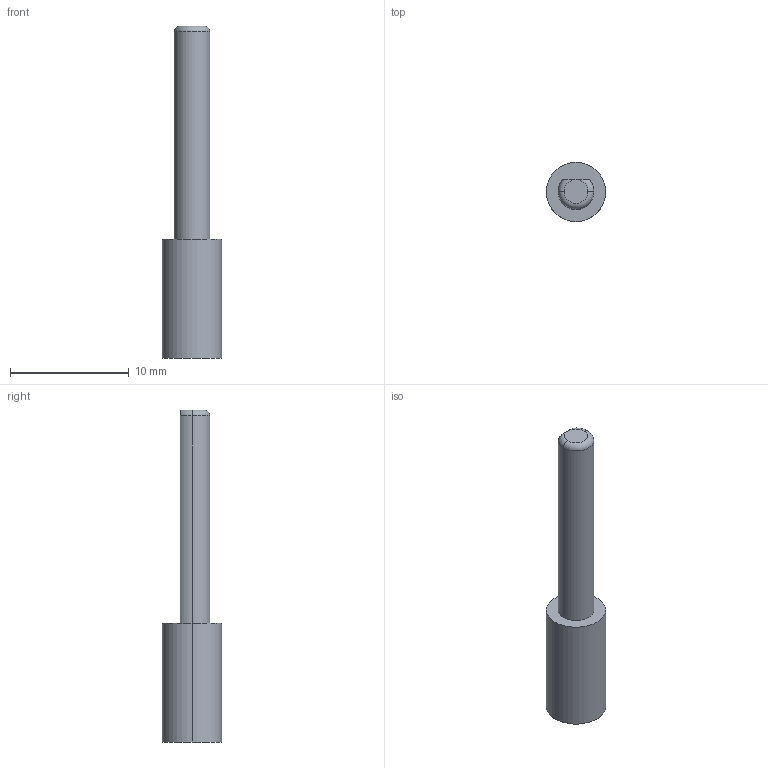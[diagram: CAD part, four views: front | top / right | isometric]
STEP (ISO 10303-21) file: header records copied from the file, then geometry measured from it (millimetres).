
FILE_DESCRIPTION (( 'STEP AP203' ), '1' );
FILE_NAME ('Arbre_moteur_Nema17_Default_sldprt.STEP', '2017-11-16T18:06:28', ( '' ), ( '' ), 'SwSTEP 2.0', 'SolidWorks 2013', '' );
FILE_SCHEMA (( 'CONFIG_CONTROL_DESIGN' ));
Length unit declared in the file: millimetre
Products named in the file (1): Arbre_moteur_Nema17_Default_sldprt
Bounding box: 5 x 5 x 28 mm (x, y, z)
Volume: 309.3 mm3; surface area: 359.1 mm2
Topology: 1 solids, 1 shells, 12 faces, 24 edges, 15 vertices
Faces by surface type: cylinder 5, plane 4, torus 3
Entity records: 414 total; most frequent: CARTESIAN_POINT 74, DIRECTION 63, ORIENTED_EDGE 48, AXIS2_PLACEMENT_3D 28, EDGE_CURVE 24, VERTEX_POINT 15, CIRCLE 15, EDGE_LOOP 13
